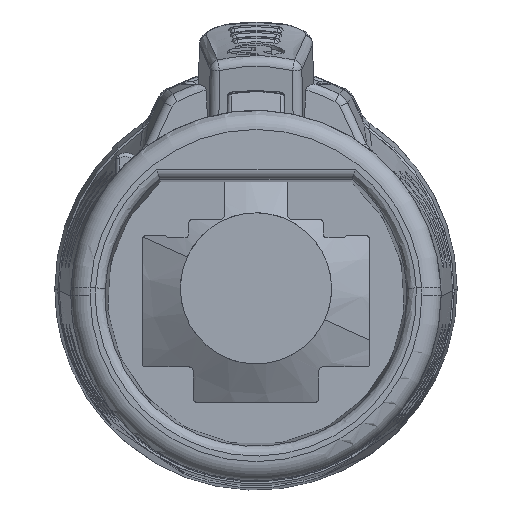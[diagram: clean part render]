
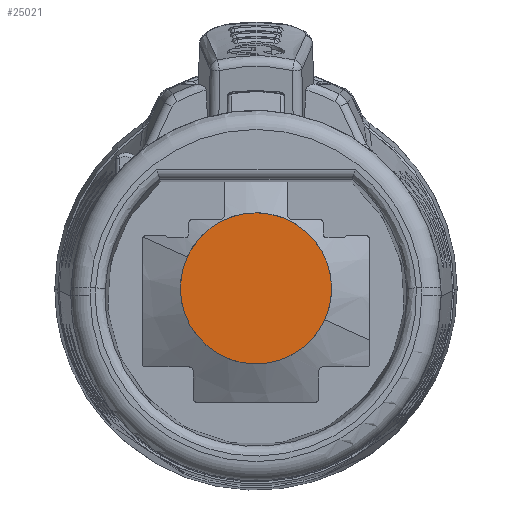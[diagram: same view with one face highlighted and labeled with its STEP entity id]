
A CAD part, top view. The second image highlights one B-rep face of the part: STEP entity #25021.
In plain terms, the highlighted planar face has unit normal (0, 0, 1).
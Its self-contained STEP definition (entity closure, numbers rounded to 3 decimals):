
#6235=CARTESIAN_POINT('',(-33.56,19.263,69.22));
#6236=DIRECTION('',(0.,0.,1.));
#6237=DIRECTION('',(-1.,0.,0.));
#6238=AXIS2_PLACEMENT_3D('',#6235,#6236,#6237);
#6254=CARTESIAN_POINT('',(-33.56,19.263,69.22));
#6255=DIRECTION('',(0.,0.,1.));
#6256=DIRECTION('',(1.,0.,0.));
#6257=AXIS2_PLACEMENT_3D('',#6254,#6255,#6256);
#15306=CARTESIAN_POINT('',(-29.617,19.263,
69.22));
#15307=CARTESIAN_POINT('',(-37.502,19.263,
69.22));
#15308=VERTEX_POINT('',#15306);
#15309=VERTEX_POINT('',#15307);
#25011=CARTESIAN_POINT('',(0.,0.,69.22));
#25012=DIRECTION('',(0.,0.,1.));
#25013=DIRECTION('',(-1.,0.,0.));
#25014=AXIS2_PLACEMENT_3D('',#25011,#25012,#25013);
#25015=PLANE('',#25014);
#25017=ORIENTED_EDGE('',*,*,#25016,.F.);
#25018=ORIENTED_EDGE('',*,*,#24999,.F.);
#25019=EDGE_LOOP('',(#25017,#25018));
#25020=FACE_OUTER_BOUND('',#25019,.F.);
#25021=ADVANCED_FACE('',(#25020),#25015,.T.);
#6239=CIRCLE('',#6238,3.943);
#6258=CIRCLE('',#6257,3.943);
#24999=EDGE_CURVE('',#15309,#15308,#6239,.T.);
#25016=EDGE_CURVE('',#15308,#15309,#6258,.T.);
